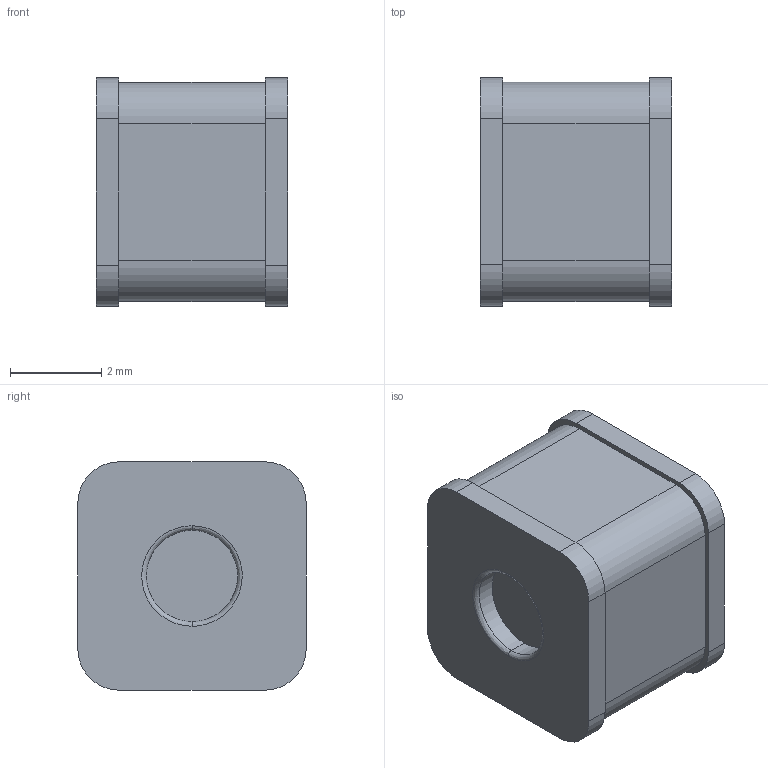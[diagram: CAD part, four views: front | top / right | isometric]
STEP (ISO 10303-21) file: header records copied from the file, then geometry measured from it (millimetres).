
FILE_DESCRIPTION (( 'STEP AP214' ), '1' );
FILE_NAME ('User Library-SH_Series.STEP', '2022-12-29T02:43:05', ( '' ), ( '' ), 'SwSTEP 2.0', 'SolidWorks 2022', '' );
FILE_SCHEMA (( 'AUTOMOTIVE_DESIGN' ));
Length unit declared in the file: millimetre
Products named in the file (4): Pad1_3; User Library-SH_Series; Pad1; Pad1_2
Assembly tree (3 placements, depth 2):
  User Library-SH_Series
    Pad1
    Pad1_2
    Pad1_3
Bounding box: 4.2 x 5 x 5 mm (x, y, z)
Volume: 92.6 mm3; surface area: 210 mm2
Topology: 3 solids, 3 shells, 38 faces, 96 edges, 64 vertices
Faces by surface type: plane 18, cylinder 16, bspline 4
Entity records: 1904 total; most frequent: CARTESIAN_POINT 398, DIRECTION 208, ORIENTED_EDGE 192, EDGE_CURVE 96, AXIS2_PLACEMENT_3D 78, VERTEX_POINT 64, LINE 52, VECTOR 52
